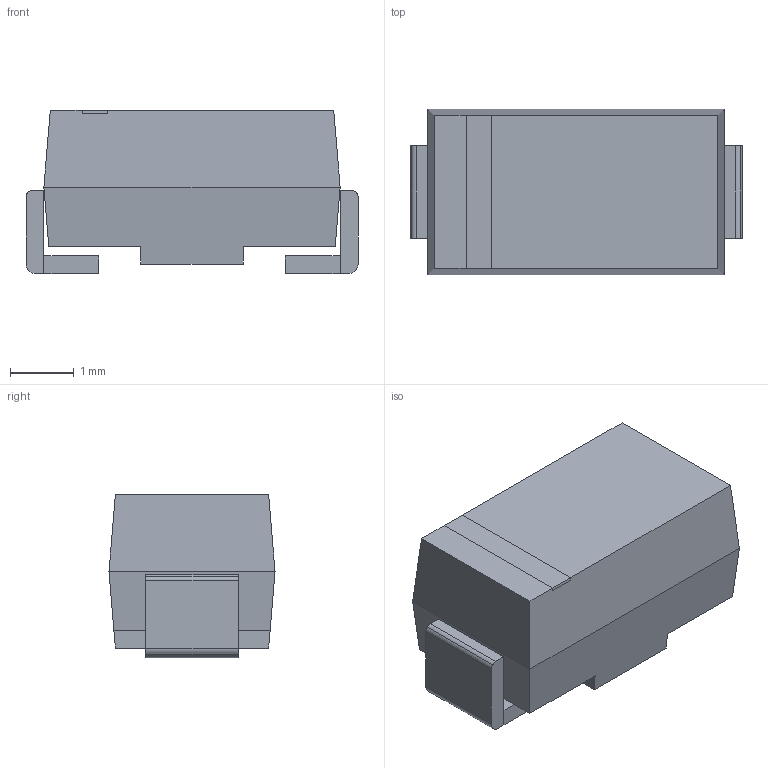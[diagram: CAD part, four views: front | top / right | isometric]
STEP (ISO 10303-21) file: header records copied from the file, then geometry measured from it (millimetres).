
FILE_DESCRIPTION((''),'2;1');
FILE_NAME('DIOM5226X256N.stp','2009-07-14T13:42:13',(''),(''),'Mechanical Desktop 2006','Mechanical Desktop 2006',', , ');
FILE_SCHEMA(('AUTOMOTIVE_DESIGN { 1 2 10303 214 0 1 1 1 }'));
Length unit declared in the file: millimetre
Products named in the file (1): Product
Bounding box: 5.2 x 2.6 x 2.56 mm (x, y, z)
Volume: 27.2 mm3; surface area: 98.5 mm2
Topology: 7 solids, 7 shells, 60 faces, 134 edges, 88 vertices
Faces by surface type: plane 38, bspline 18, cylinder 4
Entity records: 1747 total; most frequent: CARTESIAN_POINT 393, ORIENTED_EDGE 268, DIRECTION 236, EDGE_CURVE 134, VECTOR 118, LINE 118, VERTEX_POINT 88, EDGE_LOOP 60
